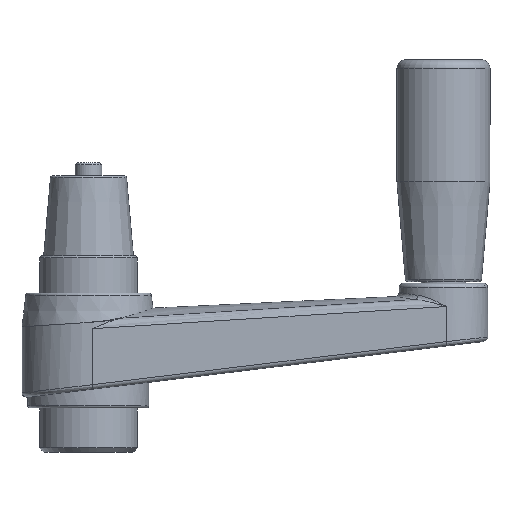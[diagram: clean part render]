
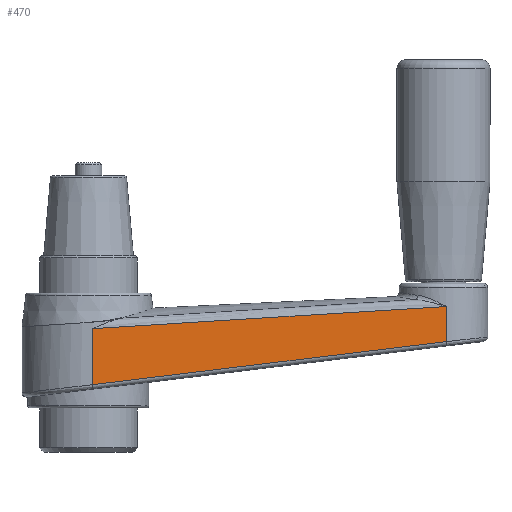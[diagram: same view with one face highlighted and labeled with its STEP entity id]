
A CAD part, front view. The second image highlights one B-rep face of the part: STEP entity #470.
In plain terms, the highlighted planar face has unit normal (0.062, -0.998, 0).
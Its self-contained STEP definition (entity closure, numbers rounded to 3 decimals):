
#470 = ADVANCED_FACE( '', ( #798 ), #799, .F. );
#798 = FACE_OUTER_BOUND( '', #2085, .T. );
#799 = PLANE( '', #2086 );
#2085 = EDGE_LOOP( '', ( #3705, #3706, #3707, #3708 ) );
#2086 = AXIS2_PLACEMENT_3D( '', #3709, #3710, #3711 );
#3705 = ORIENTED_EDGE( '', *, *, #4904, .F. );
#3706 = ORIENTED_EDGE( '', *, *, #4783, .T. );
#3707 = ORIENTED_EDGE( '', *, *, #4905, .T. );
#3708 = ORIENTED_EDGE( '', *, *, #4906, .T. );
#3709 = CARTESIAN_POINT( '', ( 0.938, -14.971, 26. ) );
#3710 = DIRECTION( '', ( -0.063, 0.998, 0. ) );
#3711 = DIRECTION( '', ( -0.998, -0.063, 0. ) );
#4783 = EDGE_CURVE( '', #5494, #5495, #5496, .T. );
#4904 = EDGE_CURVE( '', #5494, #5684, #5685, .T. );
#4905 = EDGE_CURVE( '', #5495, #5686, #5687, .T. );
#4906 = EDGE_CURVE( '', #5686, #5684, #5688, .T. );
#5494 = VERTEX_POINT( '', #7673 );
#5495 = VERTEX_POINT( '', #7674 );
#5496 = B_SPLINE_CURVE_WITH_KNOTS( '', 3, ( #7675, #7676, #7677, #7678, #7679, #7680, #7681, #7682, #7683, #7684, #7685 ), .UNSPECIFIED., .F., .F., ( 4, 1, 2, 2, 2, 4 ), ( 0., 0.01, 0.02, 0.04, 0.06, 0.08 ), .UNSPECIFIED. );
#5684 = VERTEX_POINT( '', #8219 );
#5685 = LINE( '', #8220, #8221 );
#5686 = VERTEX_POINT( '', #8222 );
#5687 = LINE( '', #8223, #8224 );
#5688 = LINE( '', #8225, #8226 );
#7673 = CARTESIAN_POINT( '', ( 80.625, -9.98, 20.567 ) );
#7674 = CARTESIAN_POINT( '', ( 0.937, -14.971, 15.576 ) );
#7675 = CARTESIAN_POINT( '', ( 80.625, -9.98, 20.567 ) );
#7676 = CARTESIAN_POINT( '', ( 77.304, -10.188, 20.362 ) );
#7677 = CARTESIAN_POINT( '', ( 70.663, -10.604, 19.953 ) );
#7678 = CARTESIAN_POINT( '', ( 64.023, -11.02, 19.54 ) );
#7679 = CARTESIAN_POINT( '', ( 54.061, -11.644, 18.921 ) );
#7680 = CARTESIAN_POINT( '', ( 47.421, -12.06, 18.506 ) );
#7681 = CARTESIAN_POINT( '', ( 34.14, -12.891, 17.673 ) );
#7682 = CARTESIAN_POINT( '', ( 27.499, -13.307, 17.255 ) );
#7683 = CARTESIAN_POINT( '', ( 14.218, -14.139, 16.417 ) );
#7684 = CARTESIAN_POINT( '', ( 7.578, -14.555, 15.997 ) );
#7685 = CARTESIAN_POINT( '', ( 0.937, -14.971, 15.576 ) );
#8219 = CARTESIAN_POINT( '', ( 80.625, -9.98, 12.657 ) );
#8220 = CARTESIAN_POINT( '', ( 80.625, -9.98, 26. ) );
#8221 = VECTOR( '', #9474, 1000. );
#8222 = CARTESIAN_POINT( '', ( 0.937, -14.971, 2.943 ) );
#8223 = CARTESIAN_POINT( '', ( 0.937, -14.971, 26. ) );
#8224 = VECTOR( '', #9475, 1000. );
#8225 = CARTESIAN_POINT( '', ( 3.696, -14.798, 3.279 ) );
#8226 = VECTOR( '', #9476, 1000. );
#9474 = DIRECTION( '', ( 0., 0., -1. ) );
#9475 = DIRECTION( '', ( 0., 0., -1. ) );
#9476 = DIRECTION( '', ( 0.991, 0.062, 0.121 ) );
